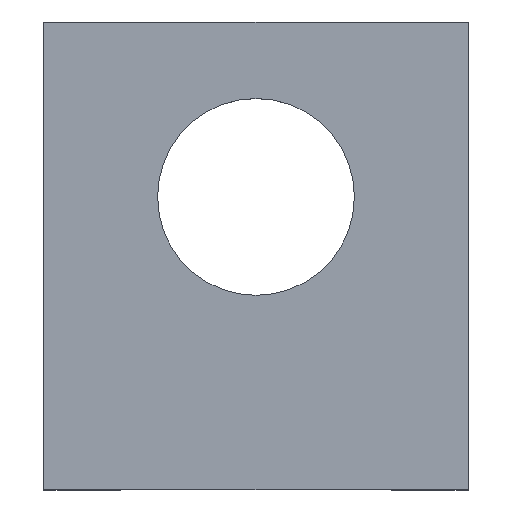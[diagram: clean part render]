
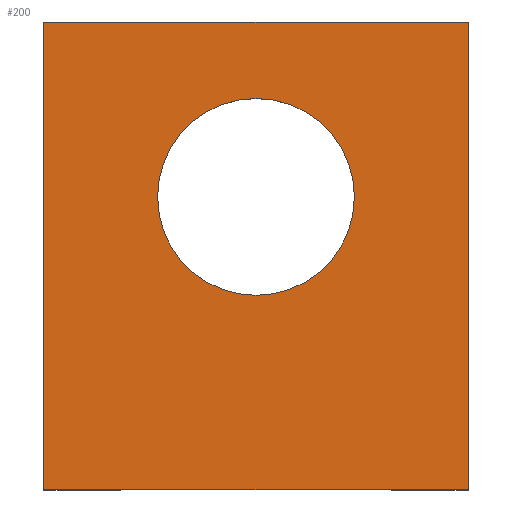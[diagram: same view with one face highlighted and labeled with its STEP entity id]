
A CAD part, top view. The second image highlights one B-rep face of the part: STEP entity #200.
In plain terms, the highlighted planar face has unit normal (0, 0, 1).
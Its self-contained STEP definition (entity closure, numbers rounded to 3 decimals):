
#24 = VERTEX_POINT('',#25);
#25 = CARTESIAN_POINT('',(-9.7,34.9,8.3));
#31 = EDGE_CURVE('',#24,#32,#34,.T.);
#32 = VERTEX_POINT('',#33);
#33 = CARTESIAN_POINT('',(9.7,34.9,8.3));
#34 = LINE('',#35,#36);
#35 = CARTESIAN_POINT('',(-9.7,34.9,8.3));
#36 = VECTOR('',#37,1.);
#37 = DIRECTION('',(1.,0.,0.));
#64 = VERTEX_POINT('',#65);
#65 = CARTESIAN_POINT('',(-9.7,13.5,8.3));
#71 = EDGE_CURVE('',#64,#24,#72,.T.);
#72 = LINE('',#73,#74);
#73 = CARTESIAN_POINT('',(-9.7,13.5,8.3));
#74 = VECTOR('',#75,1.);
#75 = DIRECTION('',(0.,1.,0.));
#93 = EDGE_CURVE('',#32,#94,#96,.T.);
#94 = VERTEX_POINT('',#95);
#95 = CARTESIAN_POINT('',(9.7,13.5,8.3));
#96 = LINE('',#97,#98);
#97 = CARTESIAN_POINT('',(9.7,34.9,8.3));
#98 = VECTOR('',#99,1.);
#99 = DIRECTION('',(0.,-1.,0.));
#200 = ADVANCED_FACE('',(#201,#212),#223,.T.);
#201 = FACE_BOUND('',#202,.T.);
#202 = EDGE_LOOP('',(#203,#204,#205,#211));
#203 = ORIENTED_EDGE('',*,*,#31,.F.);
#204 = ORIENTED_EDGE('',*,*,#71,.F.);
#205 = ORIENTED_EDGE('',*,*,#206,.F.);
#206 = EDGE_CURVE('',#94,#64,#207,.T.);
#207 = LINE('',#208,#209);
#208 = CARTESIAN_POINT('',(9.7,13.5,8.3));
#209 = VECTOR('',#210,1.);
#210 = DIRECTION('',(-1.,0.,0.));
#211 = ORIENTED_EDGE('',*,*,#93,.F.);
#212 = FACE_BOUND('',#213,.T.);
#213 = EDGE_LOOP('',(#214));
#214 = ORIENTED_EDGE('',*,*,#215,.T.);
#215 = EDGE_CURVE('',#216,#216,#218,.T.);
#216 = VERTEX_POINT('',#217);
#217 = CARTESIAN_POINT('',(4.5,26.9,8.3));
#218 = CIRCLE('',#219,4.5);
#219 = AXIS2_PLACEMENT_3D('',#220,#221,#222);
#220 = CARTESIAN_POINT('',(0.,26.9,8.3));
#221 = DIRECTION('',(0.,0.,-1.));
#222 = DIRECTION('',(1.,0.,0.));
#223 = PLANE('',#224);
#224 = AXIS2_PLACEMENT_3D('',#225,#226,#227);
#225 = CARTESIAN_POINT('',(0.,24.2,8.3));
#226 = DIRECTION('',(0.,0.,1.));
#227 = DIRECTION('',(1.,0.,0.));
